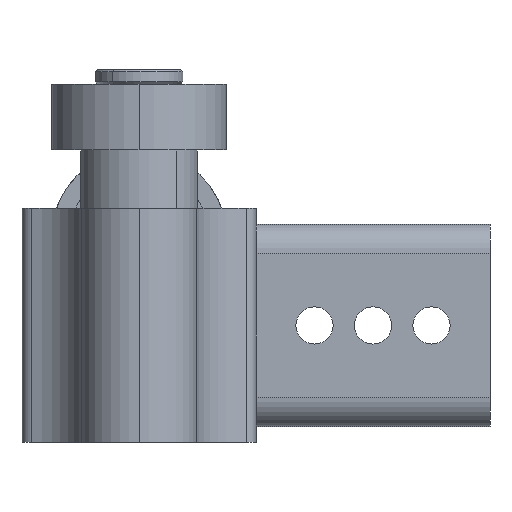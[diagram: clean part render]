
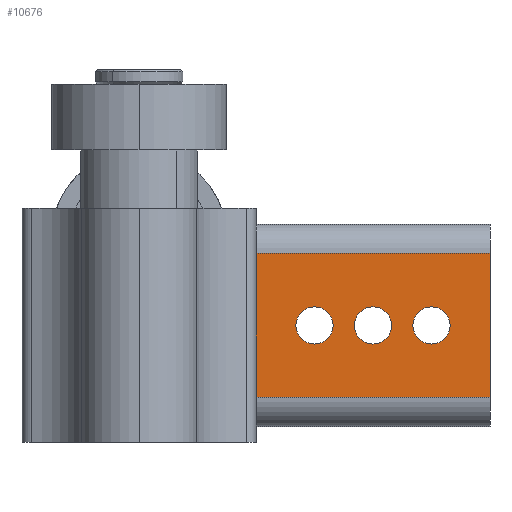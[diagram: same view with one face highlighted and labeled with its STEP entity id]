
A CAD part, left-side view. The second image highlights one B-rep face of the part: STEP entity #10676.
In plain terms, the highlighted planar face has unit normal (-1, 0, 0).
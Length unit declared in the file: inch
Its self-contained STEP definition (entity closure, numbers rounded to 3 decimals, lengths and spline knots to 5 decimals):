
#37 = DIRECTION ( 'NONE',  ( 0., 0., 1. ) ) ;
#85 = ORIENTED_EDGE ( 'NONE', *, *, #7141, .T. ) ;
#242 = ORIENTED_EDGE ( 'NONE', *, *, #4142, .F. ) ;
#336 = CARTESIAN_POINT ( 'NONE',  ( -0.9325, -0.75, 0.0795 ) ) ;
#337 = VECTOR ( 'NONE', #886, 39.37008 ) ;
#341 = ORIENTED_EDGE ( 'NONE', *, *, #5527, .F. ) ;
#628 = CARTESIAN_POINT ( 'NONE',  ( -0.9325, -1., 0.3075 ) ) ;
#687 = ORIENTED_EDGE ( 'NONE', *, *, #1453, .F. ) ;
#699 = FACE_BOUND ( 'NONE', #4528, .T. ) ;
#886 = DIRECTION ( 'NONE',  ( 0., 0., 1. ) ) ;
#1021 = CARTESIAN_POINT ( 'NONE',  ( -0.9325, -1., 0.4325 ) ) ;
#1181 = LINE ( 'NONE', #10421, #13482 ) ;
#1307 = LINE ( 'NONE', #13270, #7155 ) ;
#1357 = DIRECTION ( 'NONE',  ( -1., 0., 0. ) ) ;
#1385 = CARTESIAN_POINT ( 'NONE',  ( -0.9325, -1., -0.3075 ) ) ;
#1453 = EDGE_CURVE ( 'NONE', #14415, #7527, #3417, .T. ) ;
#1590 = EDGE_LOOP ( 'NONE', ( #10445, #341 ) ) ;
#1654 = DIRECTION ( 'NONE',  ( 0., 0., 1. ) ) ;
#3005 = LINE ( 'NONE', #1021, #337 ) ;
#3092 = ORIENTED_EDGE ( 'NONE', *, *, #7615, .F. ) ;
#3140 = DIRECTION ( 'NONE',  ( 0., 0., 1. ) ) ;
#3179 = AXIS2_PLACEMENT_3D ( 'NONE', #12296, #1357, #6790 ) ;
#3348 = LINE ( 'NONE', #1385, #3677 ) ;
#3417 = CIRCLE ( 'NONE', #3179, 0.0795 ) ;
#3624 = DIRECTION ( 'NONE',  ( -1., 0., 0. ) ) ;
#3677 = VECTOR ( 'NONE', #5558, 39.37008 ) ;
#3875 = AXIS2_PLACEMENT_3D ( 'NONE', #9369, #10390, #1654 ) ;
#4142 = EDGE_CURVE ( 'NONE', #5859, #12800, #11999, .T. ) ;
#4244 = VERTEX_POINT ( 'NONE', #628 ) ;
#4528 = EDGE_LOOP ( 'NONE', ( #9991, #242 ) ) ;
#4582 = CARTESIAN_POINT ( 'NONE',  ( -0.9325, -0.75, 0. ) ) ;
#4614 = CIRCLE ( 'NONE', #14014, 0.0795 ) ;
#4824 = CARTESIAN_POINT ( 'NONE',  ( -0.9325, -0.75, -0.0795 ) ) ;
#4852 = VERTEX_POINT ( 'NONE', #12278 ) ;
#5160 = DIRECTION ( 'NONE',  ( -1., 0., 0. ) ) ;
#5250 = CARTESIAN_POINT ( 'NONE',  ( -0.9325, 0., 0.3075 ) ) ;
#5527 = EDGE_CURVE ( 'NONE', #11551, #4852, #7095, .T. ) ;
#5558 = DIRECTION ( 'NONE',  ( 0., -1., 0. ) ) ;
#5859 = VERTEX_POINT ( 'NONE', #336 ) ;
#6091 = DIRECTION ( 'NONE',  ( -1., 0., 0. ) ) ;
#6157 = CARTESIAN_POINT ( 'NONE',  ( -0.9325, -0.5, 0. ) ) ;
#6344 = CARTESIAN_POINT ( 'NONE',  ( -0.9325, 0., -0.3075 ) ) ;
#6346 = FACE_OUTER_BOUND ( 'NONE', #7379, .T. ) ;
#6424 = PLANE ( 'NONE',  #10978 ) ;
#6530 = EDGE_CURVE ( 'NONE', #7734, #8460, #1181, .T. ) ;
#6568 = FACE_BOUND ( 'NONE', #1590, .T. ) ;
#6770 = CARTESIAN_POINT ( 'NONE',  ( -0.9325, -1., -0.3075 ) ) ;
#6790 = DIRECTION ( 'NONE',  ( 0., 0., 1. ) ) ;
#6935 = EDGE_CURVE ( 'NONE', #13629, #4244, #3005, .T. ) ;
#7095 = CIRCLE ( 'NONE', #9203, 0.0795 ) ;
#7141 = EDGE_CURVE ( 'NONE', #4244, #8460, #1307, .T. ) ;
#7155 = VECTOR ( 'NONE', #10488, 39.37008 ) ;
#7379 = EDGE_LOOP ( 'NONE', ( #13245, #9868, #11220, #85 ) ) ;
#7527 = VERTEX_POINT ( 'NONE', #7752 ) ;
#7615 = EDGE_CURVE ( 'NONE', #7527, #14415, #14206, .T. ) ;
#7734 = VERTEX_POINT ( 'NONE', #6344 ) ;
#7752 = CARTESIAN_POINT ( 'NONE',  ( -0.9325, -0.25, -0.0795 ) ) ;
#8056 = AXIS2_PLACEMENT_3D ( 'NONE', #4582, #9083, #37 ) ;
#8136 = DIRECTION ( 'NONE',  ( -1., 0., 0. ) ) ;
#8460 = VERTEX_POINT ( 'NONE', #5250 ) ;
#9083 = DIRECTION ( 'NONE',  ( -1., 0., 0. ) ) ;
#9203 = AXIS2_PLACEMENT_3D ( 'NONE', #6157, #8136, #11506 ) ;
#9255 = EDGE_CURVE ( 'NONE', #4852, #11551, #4614, .T. ) ;
#9369 = CARTESIAN_POINT ( 'NONE',  ( -0.9325, -0.25, 0. ) ) ;
#9473 = EDGE_CURVE ( 'NONE', #7734, #13629, #3348, .T. ) ;
#9706 = CIRCLE ( 'NONE', #8056, 0.0795 ) ;
#9817 = CARTESIAN_POINT ( 'NONE',  ( -0.9325, -0.25, 0.0795 ) ) ;
#9868 = ORIENTED_EDGE ( 'NONE', *, *, #9473, .T. ) ;
#9878 = FACE_BOUND ( 'NONE', #10411, .T. ) ;
#9991 = ORIENTED_EDGE ( 'NONE', *, *, #14148, .F. ) ;
#10390 = DIRECTION ( 'NONE',  ( -1., 0., 0. ) ) ;
#10400 = CARTESIAN_POINT ( 'NONE',  ( -0.9325, -0.75, 0. ) ) ;
#10411 = EDGE_LOOP ( 'NONE', ( #3092, #687 ) ) ;
#10421 = CARTESIAN_POINT ( 'NONE',  ( -0.9325, 0., 0.4325 ) ) ;
#10445 = ORIENTED_EDGE ( 'NONE', *, *, #9255, .F. ) ;
#10488 = DIRECTION ( 'NONE',  ( 0., 1., 0. ) ) ;
#10676 = ADVANCED_FACE ( 'NONE', ( #9878, #6568, #699, #6346 ), #6424, .T. ) ;
#10761 = CARTESIAN_POINT ( 'NONE',  ( -0.9325, -1., 0.4325 ) ) ;
#10825 = DIRECTION ( 'NONE',  ( 0., 0., 1. ) ) ;
#10978 = AXIS2_PLACEMENT_3D ( 'NONE', #10761, #5160, #10825 ) ;
#11220 = ORIENTED_EDGE ( 'NONE', *, *, #6935, .T. ) ;
#11506 = DIRECTION ( 'NONE',  ( 0., 0., 1. ) ) ;
#11551 = VERTEX_POINT ( 'NONE', #12509 ) ;
#11999 = CIRCLE ( 'NONE', #13397, 0.0795 ) ;
#12278 = CARTESIAN_POINT ( 'NONE',  ( -0.9325, -0.5, -0.0795 ) ) ;
#12296 = CARTESIAN_POINT ( 'NONE',  ( -0.9325, -0.25, 0. ) ) ;
#12509 = CARTESIAN_POINT ( 'NONE',  ( -0.9325, -0.5, 0.0795 ) ) ;
#12800 = VERTEX_POINT ( 'NONE', #4824 ) ;
#13245 = ORIENTED_EDGE ( 'NONE', *, *, #6530, .F. ) ;
#13270 = CARTESIAN_POINT ( 'NONE',  ( -0.9325, -1., 0.3075 ) ) ;
#13397 = AXIS2_PLACEMENT_3D ( 'NONE', #10400, #3624, #13774 ) ;
#13482 = VECTOR ( 'NONE', #13650, 39.37008 ) ;
#13629 = VERTEX_POINT ( 'NONE', #6770 ) ;
#13650 = DIRECTION ( 'NONE',  ( 0., 0., 1. ) ) ;
#13774 = DIRECTION ( 'NONE',  ( 0., 0., 1. ) ) ;
#14014 = AXIS2_PLACEMENT_3D ( 'NONE', #14090, #6091, #3140 ) ;
#14090 = CARTESIAN_POINT ( 'NONE',  ( -0.9325, -0.5, 0. ) ) ;
#14148 = EDGE_CURVE ( 'NONE', #12800, #5859, #9706, .T. ) ;
#14206 = CIRCLE ( 'NONE', #3875, 0.0795 ) ;
#14415 = VERTEX_POINT ( 'NONE', #9817 ) ;
